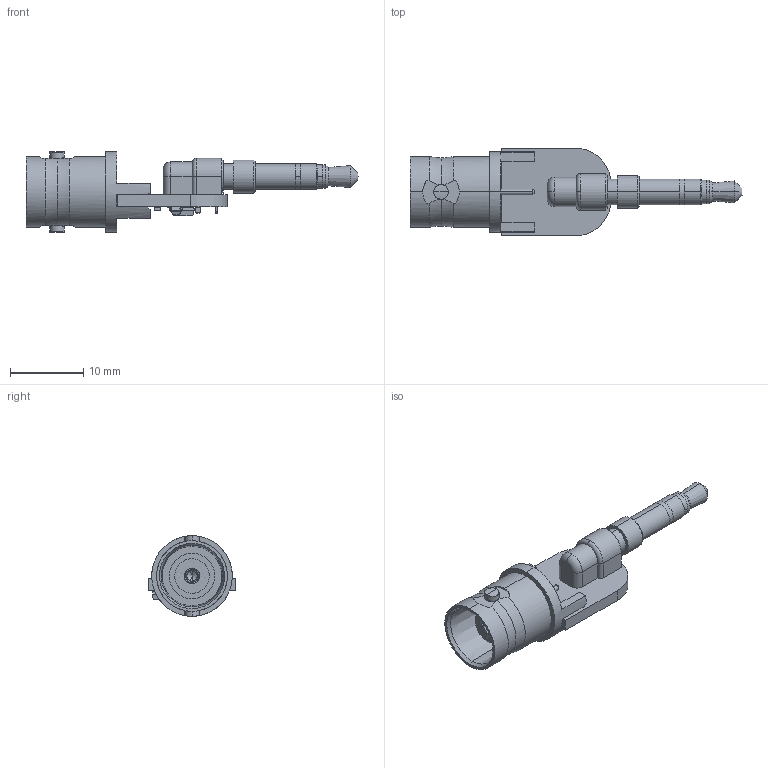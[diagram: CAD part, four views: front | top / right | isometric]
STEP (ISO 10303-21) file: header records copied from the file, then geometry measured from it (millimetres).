
FILE_DESCRIPTION(('Open CASCADE Model'),'2;1');
FILE_NAME('Open CASCADE Shape Model','2022-03-07T19:43:37',('Author'),( 'Open CASCADE'),'Open CASCADE STEP processor 6.8','Open CASCADE 6.8' ,'Unknown');
FILE_SCHEMA(('AUTOMOTIVE_DESIGN { 1 0 10303 214 1 1 1 1 }'));
Length unit declared in the file: millimetre
Products named in the file (18): PCB; Board; R1; Resistor_0603; User_Library-R_SMD_0603_0603_BODY; User_Library-R_SMD_0603_0603_PAD; User_Library-R_SMD_0603_0603_OPIS; D2; SOD-123; D1; J2; Amphenol_112640; C1; Capacitor_0603; J1; SP-3533-02; U1; SOT-23-6
Assembly tree (19 placements, depth 4):
  PCB
    Board
    R1
      Resistor_0603
        User_Library-R_SMD_0603_0603_BODY
        User_Library-R_SMD_0603_0603_PAD  x2
        User_Library-R_SMD_0603_0603_OPIS
    D2
      SOD-123
    D1
      SOD-123
    J2
      Amphenol_112640
    C1
      Capacitor_0603
    J1
      SP-3533-02
    U1
      SOT-23-6
Bounding box: 45.32 x 12 x 11 mm (x, y, z)
Volume: 626.8 mm3; surface area: 2038.4 mm2
Topology: 15 solids, 17 shells, 488 faces, 1242 edges, 795 vertices
Faces by surface type: plane 267, cylinder 127, bspline 49, cone 29, torus 8, sphere 8
Entity records: 19230 total; most frequent: CARTESIAN_POINT 6713, ORIENTED_EDGE 2167, DIRECTION 1773, EDGE_CURVE 1102, VERTEX_POINT 711, AXIS2_PLACEMENT_3D 596, LINE 581, VECTOR 581
